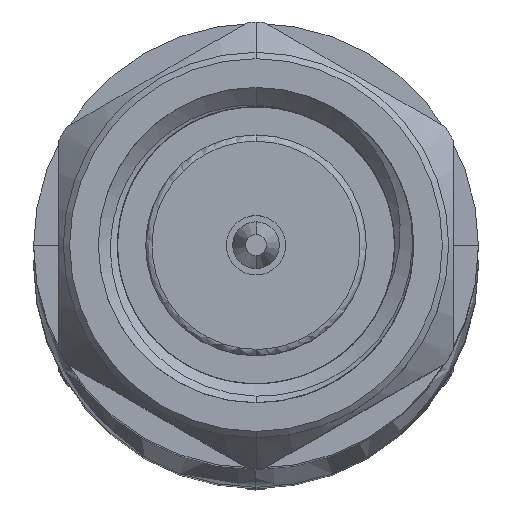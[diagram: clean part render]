
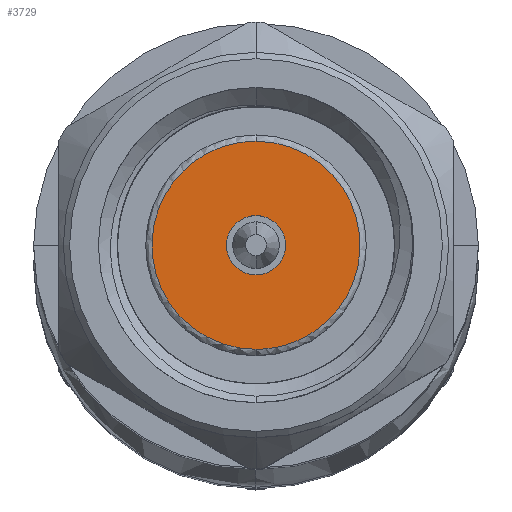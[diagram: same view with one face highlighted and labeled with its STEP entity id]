
A CAD part, top view. The second image highlights one B-rep face of the part: STEP entity #3729.
In plain terms, the highlighted face is planar.
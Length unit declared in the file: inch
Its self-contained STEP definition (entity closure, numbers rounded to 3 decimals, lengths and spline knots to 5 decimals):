
#243 = CARTESIAN_POINT ( 'NONE',  ( 0.11, 0., 0.0825 ) ) ;
#300 = DIRECTION ( 'NONE',  ( -1., 0., 0. ) ) ;
#414 = EDGE_LOOP ( 'NONE', ( #1230, #4739 ) ) ;
#639 = CARTESIAN_POINT ( 'NONE',  ( 0.11, -0.165, -0.0825 ) ) ;
#756 =( BOUNDED_CURVE ( )  B_SPLINE_CURVE ( 3, ( #2136, #2766, #639, #2430 ),
 .UNSPECIFIED., .F., .F. ) 
 B_SPLINE_CURVE_WITH_KNOTS ( ( 4, 4 ),
 ( 0., 1. ),
 .UNSPECIFIED. ) 
 CURVE ( )  GEOMETRIC_REPRESENTATION_ITEM ( )  RATIONAL_B_SPLINE_CURVE ( ( 1., 0.333, 0.333, 1. ) ) 
 REPRESENTATION_ITEM ( '' )  );
#864 = AXIS2_PLACEMENT_3D ( 'NONE', #883, #1964, #2725 ) ;
#883 = CARTESIAN_POINT ( 'NONE',  ( 0.11, 0., 0. ) ) ;
#1114 = PLANE ( 'NONE',  #3974 ) ;
#1230 = ORIENTED_EDGE ( 'NONE', *, *, #3981, .F. ) ;
#1281 = CARTESIAN_POINT ( 'NONE',  ( 0.11, 0., -0.0825 ) ) ;
#1464 = DIRECTION ( 'NONE',  ( 0., 1., 0. ) ) ;
#1466 = CARTESIAN_POINT ( 'NONE',  ( 0.11, 0., 0. ) ) ;
#1486 = FACE_OUTER_BOUND ( 'NONE', #414, .T. ) ;
#1638 = EDGE_CURVE ( 'NONE', #2681, #2078, #4084, .T. ) ;
#1964 = DIRECTION ( 'NONE',  ( -1., 0., 0. ) ) ;
#2007 = AXIS2_PLACEMENT_3D ( 'NONE', #1466, #300, #2502 ) ;
#2078 = VERTEX_POINT ( 'NONE', #2768 ) ;
#2136 = CARTESIAN_POINT ( 'NONE',  ( 0.11, 0., 0.0825 ) ) ;
#2243 = CIRCLE ( 'NONE', #2007, 0.0235 ) ;
#2264 = EDGE_CURVE ( 'NONE', #2078, #2681, #2243, .T. ) ;
#2430 = CARTESIAN_POINT ( 'NONE',  ( 0.11, 0., -0.0825 ) ) ;
#2446 = CARTESIAN_POINT ( 'NONE',  ( 0.11, 0.165, 0.0825 ) ) ;
#2502 = DIRECTION ( 'NONE',  ( 0., 0., -1. ) ) ;
#2582 = VERTEX_POINT ( 'NONE', #3877 ) ;
#2681 = VERTEX_POINT ( 'NONE', #3117 ) ;
#2725 = DIRECTION ( 'NONE',  ( 0., 0., -1. ) ) ;
#2751 = ORIENTED_EDGE ( 'NONE', *, *, #2264, .F. ) ;
#2759 =( BOUNDED_CURVE ( )  B_SPLINE_CURVE ( 3, ( #1281, #4259, #2446, #243 ),
 .UNSPECIFIED., .F., .F. ) 
 B_SPLINE_CURVE_WITH_KNOTS ( ( 4, 4 ),
 ( 0., 1. ),
 .UNSPECIFIED. ) 
 CURVE ( )  GEOMETRIC_REPRESENTATION_ITEM ( )  RATIONAL_B_SPLINE_CURVE ( ( 1., 0.333, 0.333, 1. ) ) 
 REPRESENTATION_ITEM ( '' )  );
#2766 = CARTESIAN_POINT ( 'NONE',  ( 0.11, -0.165, 0.0825 ) ) ;
#2768 = CARTESIAN_POINT ( 'NONE',  ( 0.11, 0., -0.0235 ) ) ;
#2802 = ORIENTED_EDGE ( 'NONE', *, *, #1638, .F. ) ;
#3117 = CARTESIAN_POINT ( 'NONE',  ( 0.11, 0., 0.0235 ) ) ;
#3205 = CARTESIAN_POINT ( 'NONE',  ( 0.11, 0., -0.0825 ) ) ;
#3249 = EDGE_LOOP ( 'NONE', ( #2751, #2802 ) ) ;
#3355 = DIRECTION ( 'NONE',  ( 1., 0., 0. ) ) ;
#3619 = VERTEX_POINT ( 'NONE', #3205 ) ;
#3635 = EDGE_CURVE ( 'NONE', #2582, #3619, #756, .T. ) ;
#3652 = FACE_BOUND ( 'NONE', #3249, .T. ) ;
#3729 = ADVANCED_FACE ( 'NONE', ( #3652, #1486 ), #1114, .F. ) ;
#3877 = CARTESIAN_POINT ( 'NONE',  ( 0.11, 0., 0.0825 ) ) ;
#3974 = AXIS2_PLACEMENT_3D ( 'NONE', #4826, #3355, #1464 ) ;
#3981 = EDGE_CURVE ( 'NONE', #3619, #2582, #2759, .T. ) ;
#4084 = CIRCLE ( 'NONE', #864, 0.0235 ) ;
#4259 = CARTESIAN_POINT ( 'NONE',  ( 0.11, 0.165, -0.0825 ) ) ;
#4739 = ORIENTED_EDGE ( 'NONE', *, *, #3635, .F. ) ;
#4826 = CARTESIAN_POINT ( 'NONE',  ( 0.11, 0., 0. ) ) ;
